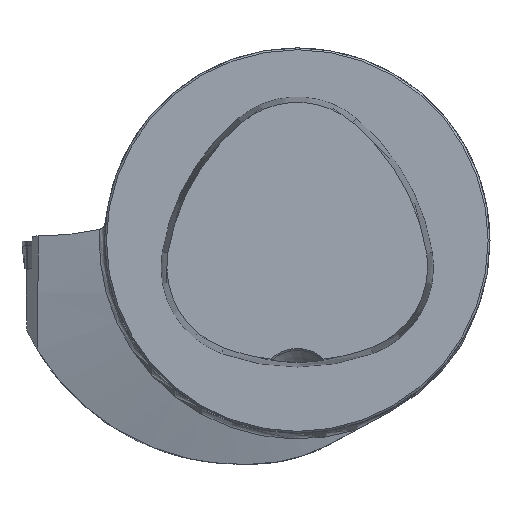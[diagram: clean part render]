
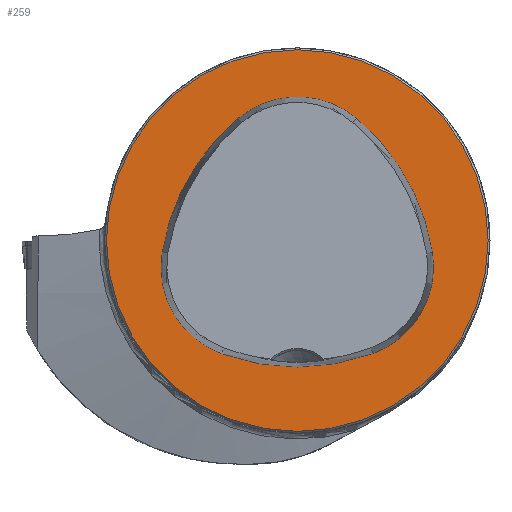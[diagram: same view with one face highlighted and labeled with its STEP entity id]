
A CAD part, top view. The second image highlights one B-rep face of the part: STEP entity #259.
In plain terms, the highlighted planar face has unit normal (0, 0, 1).
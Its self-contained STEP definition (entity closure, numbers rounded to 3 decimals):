
#120=FACE_BOUND('',#575,.T.);
#121=FACE_BOUND('',#576,.T.);
#205=CIRCLE('',#2449,36.075);
#207=CIRCLE('',#2452,36.075);
#208=CIRCLE('',#2453,15.075);
#209=CIRCLE('',#2454,36.075);
#210=CIRCLE('',#2455,15.075);
#211=CIRCLE('',#2456,15.075);
#212=CIRCLE('',#2457,31.2);
#259=ADVANCED_FACE('CU_E_LO_SU_1',(#120,#121),#383,.T.);
#383=PLANE('',#2458);
#575=EDGE_LOOP('',(#977,#978,#979,#980,#981,#982));
#576=EDGE_LOOP('',(#983));
#977=ORIENTED_EDGE('',*,*,#1828,.F.);
#978=ORIENTED_EDGE('',*,*,#1829,.F.);
#979=ORIENTED_EDGE('',*,*,#1830,.F.);
#980=ORIENTED_EDGE('',*,*,#1831,.F.);
#981=ORIENTED_EDGE('',*,*,#1825,.F.);
#982=ORIENTED_EDGE('',*,*,#1832,.F.);
#983=ORIENTED_EDGE('',*,*,#1833,.T.);
#1596=VERTEX_POINT('',#3853);
#1597=VERTEX_POINT('',#3855);
#1599=VERTEX_POINT('',#3861);
#1600=VERTEX_POINT('',#3862);
#1601=VERTEX_POINT('',#3864);
#1602=VERTEX_POINT('',#3866);
#1603=VERTEX_POINT('',#3870);
#1825=EDGE_CURVE('',#1596,#1597,#205,.T.);
#1828=EDGE_CURVE('',#1599,#1600,#207,.T.);
#1829=EDGE_CURVE('',#1601,#1599,#208,.T.);
#1830=EDGE_CURVE('',#1602,#1601,#209,.T.);
#1831=EDGE_CURVE('',#1597,#1602,#210,.T.);
#1832=EDGE_CURVE('',#1600,#1596,#211,.T.);
#1833=EDGE_CURVE('',#1603,#1603,#212,.T.);
#2449=AXIS2_PLACEMENT_3D('',#3854,#2760,#2761);
#2452=AXIS2_PLACEMENT_3D('',#3860,#2767,#2768);
#2453=AXIS2_PLACEMENT_3D('',#3863,#2769,#2770);
#2454=AXIS2_PLACEMENT_3D('',#3865,#2771,#2772);
#2455=AXIS2_PLACEMENT_3D('',#3867,#2773,#2774);
#2456=AXIS2_PLACEMENT_3D('',#3868,#2775,#2776);
#2457=AXIS2_PLACEMENT_3D('',#3869,#2777,#2778);
#2458=AXIS2_PLACEMENT_3D('',#3871,#2779,#2780);
#2760=DIRECTION('',(0.,0.,1.));
#2761=DIRECTION('',(1.,0.,0.));
#2767=DIRECTION('',(0.,0.,1.));
#2768=DIRECTION('',(1.,0.,0.));
#2769=DIRECTION('',(0.,0.,1.));
#2770=DIRECTION('',(1.,0.,0.));
#2771=DIRECTION('',(0.,0.,1.));
#2772=DIRECTION('',(1.,0.,0.));
#2773=DIRECTION('',(0.,0.,1.));
#2774=DIRECTION('',(1.,0.,0.));
#2775=DIRECTION('',(0.,0.,1.));
#2776=DIRECTION('',(1.,0.,0.));
#2777=DIRECTION('',(0.,0.,1.));
#2778=DIRECTION('',(1.,0.,0.));
#2779=DIRECTION('',(0.,0.,1.));
#2780=DIRECTION('',(1.,0.,0.));
#3853=CARTESIAN_POINT('',(-12.368,-18.489,0.));
#3854=CARTESIAN_POINT('',(0.,15.4,0.));
#3855=CARTESIAN_POINT('',(12.368,-18.489,0.));
#3860=CARTESIAN_POINT('',(13.535,-7.656,0.));
#3861=CARTESIAN_POINT('',(-9.716,19.927,0.));
#3862=CARTESIAN_POINT('',(-22.084,-1.937,0.));
#3863=CARTESIAN_POINT('',(0.,8.4,0.));
#3864=CARTESIAN_POINT('',(9.716,19.927,0.));
#3865=CARTESIAN_POINT('',(-13.535,-7.656,0.));
#3866=CARTESIAN_POINT('',(22.084,-1.937,0.));
#3867=CARTESIAN_POINT('',(7.2,-4.327,0.));
#3868=CARTESIAN_POINT('',(-7.2,-4.327,0.));
#3869=CARTESIAN_POINT('',(0.,0.,0.));
#3870=CARTESIAN_POINT('',(31.2,0.,0.));
#3871=CARTESIAN_POINT('',(0.,0.,0.));
